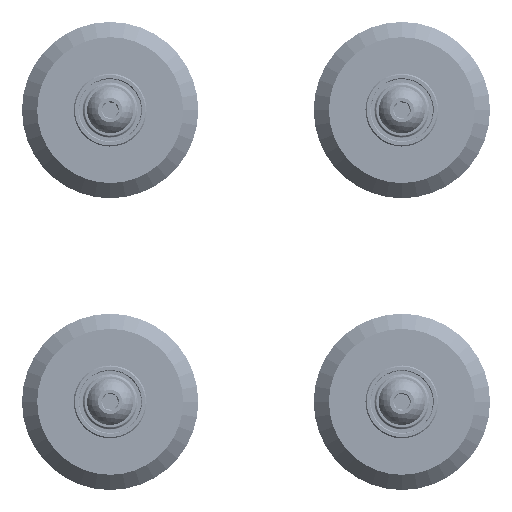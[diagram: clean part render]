
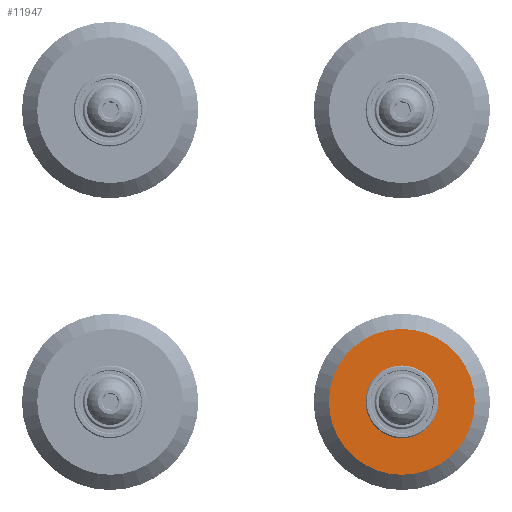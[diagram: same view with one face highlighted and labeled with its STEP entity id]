
A CAD part, left-side view. The second image highlights one B-rep face of the part: STEP entity #11947.
In plain terms, the highlighted planar face has unit normal (-1, 0, 0).
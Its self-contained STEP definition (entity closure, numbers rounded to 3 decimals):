
#152 = EDGE_CURVE ( 'NONE', #15893, #16099, #1630, .T. ) ;
#431 = AXIS2_PLACEMENT_3D ( 'NONE', #9248, #15098, #4901 ) ;
#950 = CARTESIAN_POINT ( 'NONE',  ( -5., 0., -12. ) ) ;
#1164 = AXIS2_PLACEMENT_3D ( 'NONE', #3666, #13842, #10818 ) ;
#1630 = CIRCLE ( 'NONE', #12004, 6. ) ;
#1761 = EDGE_CURVE ( 'NONE', #16099, #15893, #10639, .T. ) ;
#2118 = AXIS2_PLACEMENT_3D ( 'NONE', #18424, #14110, #15557 ) ;
#2159 = DIRECTION ( 'NONE',  ( 1., 0., 0. ) ) ;
#2294 = DIRECTION ( 'NONE',  ( 0., 0., -1. ) ) ;
#2296 = CARTESIAN_POINT ( 'NONE',  ( -5., 0., 0. ) ) ;
#2506 = DIRECTION ( 'NONE',  ( 0., 0., 1. ) ) ;
#3157 = VERTEX_POINT ( 'NONE', #13217 ) ;
#3666 = CARTESIAN_POINT ( 'NONE',  ( -5., 0., 0. ) ) ;
#4801 = EDGE_LOOP ( 'NONE', ( #6445, #17480 ) ) ;
#4901 = DIRECTION ( 'NONE',  ( 0., 0., 1. ) ) ;
#4968 = EDGE_LOOP ( 'NONE', ( #12476, #8838 ) ) ;
#5460 = FACE_OUTER_BOUND ( 'NONE', #4968, .T. ) ;
#6445 = ORIENTED_EDGE ( 'NONE', *, *, #152, .T. ) ;
#7954 = CIRCLE ( 'NONE', #431, 12. ) ;
#8838 = ORIENTED_EDGE ( 'NONE', *, *, #10387, .T. ) ;
#9248 = CARTESIAN_POINT ( 'NONE',  ( -5., 0., 0. ) ) ;
#9366 = FACE_BOUND ( 'NONE', #4801, .T. ) ;
#10387 = EDGE_CURVE ( 'NONE', #3157, #16575, #7954, .T. ) ;
#10639 = CIRCLE ( 'NONE', #2118, 6. ) ;
#10818 = DIRECTION ( 'NONE',  ( 0., 0., 1. ) ) ;
#10869 = CARTESIAN_POINT ( 'NONE',  ( -5., 0., 6. ) ) ;
#11044 = CARTESIAN_POINT ( 'NONE',  ( -5., 0., 0. ) ) ;
#11947 = ADVANCED_FACE ( 'NONE', ( #9366, #5460 ), #15733, .T. ) ;
#12004 = AXIS2_PLACEMENT_3D ( 'NONE', #11044, #2159, #2294 ) ;
#12153 = CARTESIAN_POINT ( 'NONE',  ( -5., 0., -6. ) ) ;
#12476 = ORIENTED_EDGE ( 'NONE', *, *, #17742, .T. ) ;
#13217 = CARTESIAN_POINT ( 'NONE',  ( -5., 0., 12. ) ) ;
#13842 = DIRECTION ( 'NONE',  ( -1., 0., 0. ) ) ;
#14110 = DIRECTION ( 'NONE',  ( 1., 0., 0. ) ) ;
#15098 = DIRECTION ( 'NONE',  ( -1., 0., 0. ) ) ;
#15557 = DIRECTION ( 'NONE',  ( 0., 0., -1. ) ) ;
#15733 = PLANE ( 'NONE',  #17977 ) ;
#15893 = VERTEX_POINT ( 'NONE', #10869 ) ;
#16099 = VERTEX_POINT ( 'NONE', #12153 ) ;
#16575 = VERTEX_POINT ( 'NONE', #950 ) ;
#17223 = DIRECTION ( 'NONE',  ( -1., 0., 0. ) ) ;
#17480 = ORIENTED_EDGE ( 'NONE', *, *, #1761, .T. ) ;
#17742 = EDGE_CURVE ( 'NONE', #16575, #3157, #18467, .T. ) ;
#17977 = AXIS2_PLACEMENT_3D ( 'NONE', #2296, #17223, #2506 ) ;
#18424 = CARTESIAN_POINT ( 'NONE',  ( -5., 0., 0. ) ) ;
#18467 = CIRCLE ( 'NONE', #1164, 12. ) ;
